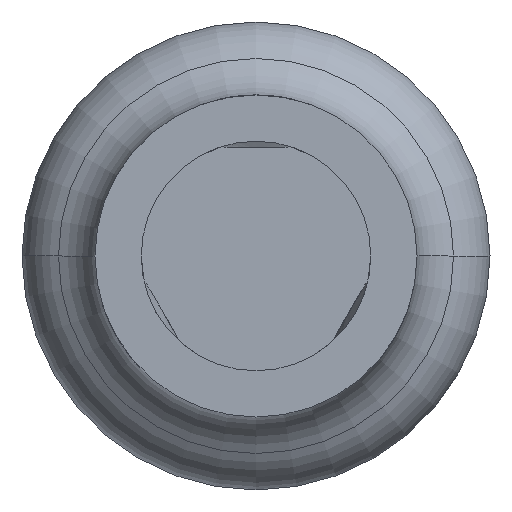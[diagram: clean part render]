
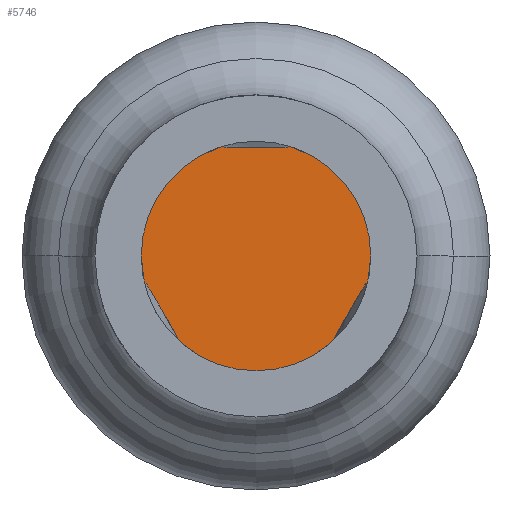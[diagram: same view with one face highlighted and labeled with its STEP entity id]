
A CAD part, front view. The second image highlights one B-rep face of the part: STEP entity #5746.
In plain terms, the highlighted planar face has unit normal (0, -1, 0).
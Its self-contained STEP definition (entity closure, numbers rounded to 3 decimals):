
#166 = CARTESIAN_POINT ( 'NONE',  ( 0., -24.7, 0. ) ) ;
#322 = VERTEX_POINT ( 'NONE', #1097 ) ;
#385 = DIRECTION ( 'NONE',  ( 0., 1., 0. ) ) ;
#591 = ORIENTED_EDGE ( 'NONE', *, *, #5976, .F. ) ;
#629 = DIRECTION ( 'NONE',  ( 0., 1., 0. ) ) ;
#904 = FACE_OUTER_BOUND ( 'NONE', #2419, .T. ) ;
#1097 = CARTESIAN_POINT ( 'NONE',  ( -0.513, -24.7, 0. ) ) ;
#1120 = CARTESIAN_POINT ( 'NONE',  ( 0., -24.7, 0. ) ) ;
#1359 = EDGE_CURVE ( 'Defeature ausgef�hrt1_0+Defeature ausgef�hrt1_42+Defeature ausgef�hrt1_42+Defeature ausgef�hrt1_42', #2788, #322, #1400, .T. ) ;
#1400 = CIRCLE ( 'NONE', #5896, 0.513 ) ;
#2112 = DIRECTION ( 'NONE',  ( 0., 1., 0. ) ) ;
#2115 = PLANE ( 'NONE',  #4151 ) ;
#2419 = EDGE_LOOP ( 'NONE', ( #591, #2726 ) ) ;
#2726 = ORIENTED_EDGE ( 'NONE', *, *, #1359, .F. ) ;
#2788 = VERTEX_POINT ( 'NONE', #3008 ) ;
#3008 = CARTESIAN_POINT ( 'NONE',  ( 0.513, -24.7, 0. ) ) ;
#3304 = CARTESIAN_POINT ( 'NONE',  ( 0., -24.7, 0. ) ) ;
#4028 = DIRECTION ( 'NONE',  ( -1., 0., 0. ) ) ;
#4151 = AXIS2_PLACEMENT_3D ( 'NONE', #166, #629, #4028 ) ;
#4705 = DIRECTION ( 'NONE',  ( 1., 0., 0. ) ) ;
#4910 = AXIS2_PLACEMENT_3D ( 'NONE', #3304, #385, #4705 ) ;
#4942 = CIRCLE ( 'NONE', #4910, 0.513 ) ;
#5023 = DIRECTION ( 'NONE',  ( 1., 0., 0. ) ) ;
#5746 = ADVANCED_FACE ( 'Defeature ausgef�hrt1_42', ( #904 ), #2115, .F. ) ;
#5896 = AXIS2_PLACEMENT_3D ( 'NONE', #1120, #2112, #5023 ) ;
#5976 = EDGE_CURVE ( 'Defeature ausgef�hrt1_0+Defeature ausgef�hrt1_42+Defeature ausgef�hrt1_42+Defeature ausgef�hrt1_42', #322, #2788, #4942, .T. ) ;
